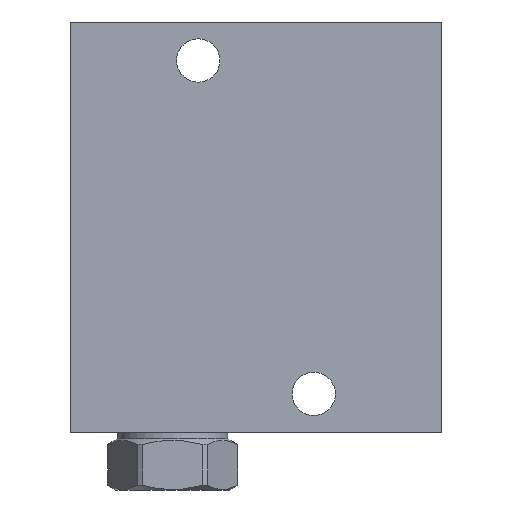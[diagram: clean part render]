
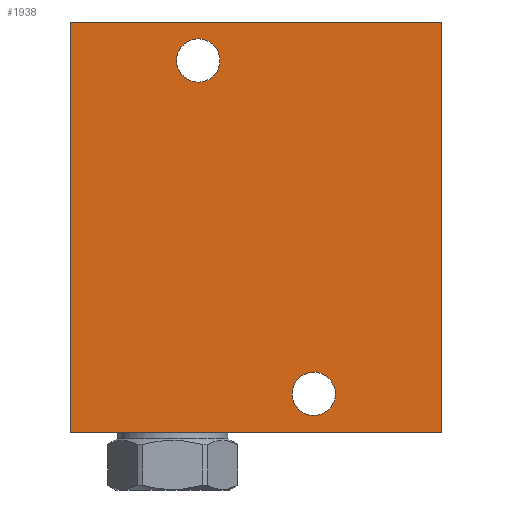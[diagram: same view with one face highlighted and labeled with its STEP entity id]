
A CAD part, front view. The second image highlights one B-rep face of the part: STEP entity #1938.
In plain terms, the highlighted planar face has unit normal (0, -1, 0).
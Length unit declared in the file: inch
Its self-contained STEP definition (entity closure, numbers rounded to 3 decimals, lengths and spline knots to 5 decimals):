
#5=DIRECTION('',(1.,0.,0.));
#6=VECTOR('',#5,3.625);
#7=CARTESIAN_POINT('',(0.,-1.5,0.));
#8=LINE('',#7,#6);
#75=DIRECTION('',(0.,0.,1.));
#76=VECTOR('',#75,4.);
#77=CARTESIAN_POINT('',(3.625,-1.5,0.));
#78=LINE('',#77,#76);
#99=DIRECTION('',(0.,0.,1.));
#100=VECTOR('',#99,4.);
#101=CARTESIAN_POINT('',(0.,-1.5,0.));
#102=LINE('',#101,#100);
#103=CARTESIAN_POINT('',(1.25,-1.5,3.625));
#104=DIRECTION('',(0.,-1.,0.));
#105=DIRECTION('',(-1.,0.,0.));
#106=AXIS2_PLACEMENT_3D('',#103,#104,#105);
#108=CARTESIAN_POINT('',(1.25,-1.5,3.625));
#109=DIRECTION('',(0.,-1.,0.));
#110=DIRECTION('',(1.,0.,0.));
#111=AXIS2_PLACEMENT_3D('',#108,#109,#110);
#113=CARTESIAN_POINT('',(2.375,-1.5,0.375));
#114=DIRECTION('',(0.,-1.,0.));
#115=DIRECTION('',(-1.,0.,0.));
#116=AXIS2_PLACEMENT_3D('',#113,#114,#115);
#118=CARTESIAN_POINT('',(2.375,-1.5,0.375));
#119=DIRECTION('',(0.,-1.,0.));
#120=DIRECTION('',(1.,0.,0.));
#121=AXIS2_PLACEMENT_3D('',#118,#119,#120);
#135=DIRECTION('',(1.,0.,0.));
#136=VECTOR('',#135,3.625);
#137=CARTESIAN_POINT('',(0.,-1.5,4.));
#138=LINE('',#137,#136);
#1595=CARTESIAN_POINT('',(0.,-1.5,0.));
#1597=VERTEX_POINT('',#1595);
#1598=CARTESIAN_POINT('',(3.625,-1.5,0.));
#1599=VERTEX_POINT('',#1598);
#1603=CARTESIAN_POINT('',(0.,-1.5,4.));
#1605=VERTEX_POINT('',#1603);
#1606=CARTESIAN_POINT('',(3.625,-1.5,4.));
#1607=VERTEX_POINT('',#1606);
#1713=CARTESIAN_POINT('',(1.039,-1.5,3.625));
#1714=CARTESIAN_POINT('',(1.461,-1.5,3.625));
#1715=VERTEX_POINT('',#1713);
#1716=VERTEX_POINT('',#1714);
#1721=CARTESIAN_POINT('',(2.164,-1.5,0.375));
#1722=CARTESIAN_POINT('',(2.586,-1.5,0.375));
#1723=VERTEX_POINT('',#1721);
#1724=VERTEX_POINT('',#1722);
#1914=CARTESIAN_POINT('',(0.,-1.5,0.));
#1915=DIRECTION('',(0.,-1.,0.));
#1916=DIRECTION('',(1.,0.,0.));
#1917=AXIS2_PLACEMENT_3D('',#1914,#1915,#1916);
#1918=PLANE('',#1917);
#1919=ORIENTED_EDGE('',*,*,#1820,.F.);
#1920=ORIENTED_EDGE('',*,*,#1845,.T.);
#1922=ORIENTED_EDGE('',*,*,#1921,.T.);
#1923=ORIENTED_EDGE('',*,*,#1894,.F.);
#1924=EDGE_LOOP('',(#1919,#1920,#1922,#1923));
#1925=FACE_OUTER_BOUND('',#1924,.F.);
#1927=ORIENTED_EDGE('',*,*,#1926,.T.);
#1929=ORIENTED_EDGE('',*,*,#1928,.T.);
#1930=EDGE_LOOP('',(#1927,#1929));
#1931=FACE_BOUND('',#1930,.F.);
#1933=ORIENTED_EDGE('',*,*,#1932,.T.);
#1935=ORIENTED_EDGE('',*,*,#1934,.T.);
#1936=EDGE_LOOP('',(#1933,#1935));
#1937=FACE_BOUND('',#1936,.F.);
#1938=ADVANCED_FACE('',(#1925,#1931,#1937),#1918,.T.);
#107=CIRCLE('',#106,0.211);
#112=CIRCLE('',#111,0.211);
#117=CIRCLE('',#116,0.211);
#122=CIRCLE('',#121,0.211);
#1820=EDGE_CURVE('',#1597,#1599,#8,.T.);
#1845=EDGE_CURVE('',#1597,#1605,#102,.T.);
#1894=EDGE_CURVE('',#1599,#1607,#78,.T.);
#1921=EDGE_CURVE('',#1605,#1607,#138,.T.);
#1926=EDGE_CURVE('',#1715,#1716,#107,.T.);
#1928=EDGE_CURVE('',#1716,#1715,#112,.T.);
#1932=EDGE_CURVE('',#1723,#1724,#117,.T.);
#1934=EDGE_CURVE('',#1724,#1723,#122,.T.);
